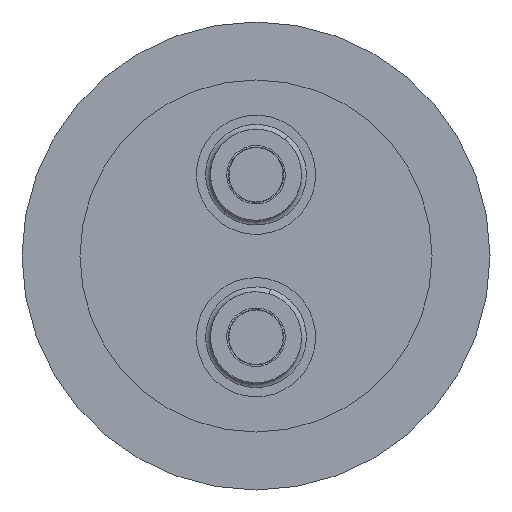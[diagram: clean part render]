
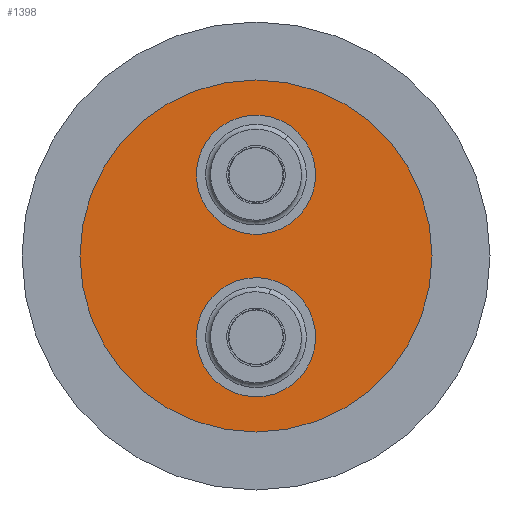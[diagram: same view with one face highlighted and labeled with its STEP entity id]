
A CAD part, front view. The second image highlights one B-rep face of the part: STEP entity #1398.
In plain terms, the highlighted planar face has unit normal (0, -1, 0).
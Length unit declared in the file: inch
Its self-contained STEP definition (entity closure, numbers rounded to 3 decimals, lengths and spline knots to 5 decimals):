
#14 = CARTESIAN_POINT ( 'NONE',  ( -0.8125, -0.52633, 0. ) ) ;
#21 = CARTESIAN_POINT ( 'NONE',  ( 0.8125, -0.52633, 0. ) ) ;
#61 = CARTESIAN_POINT ( 'NONE',  ( -0.08369, -0.52633, -0.11304 ) ) ;
#87 = CARTESIAN_POINT ( 'NONE',  ( 0.08369, -0.52633, -0.63696 ) ) ;
#191 = CARTESIAN_POINT ( 'NONE',  ( 0.0233, -0.52633, 0.64901 ) ) ;
#211 = CARTESIAN_POINT ( 'NONE',  ( -0.0233, -0.52633, 0.10099 ) ) ;
#253 = DIRECTION ( 'NONE',  ( -1., 0., 0. ) ) ;
#258 = DIRECTION ( 'NONE',  ( 0., 1., 0. ) ) ;
#262 = CARTESIAN_POINT ( 'NONE',  ( 0., -0.52633, 0.8125 ) ) ;
#267 = PLANE ( 'NONE',  #860 ) ;
#285 = AXIS2_PLACEMENT_3D ( 'NONE', #3718, #3720, #3854 ) ;
#663 = DIRECTION ( 'NONE',  ( -1., 0., 0. ) ) ;
#664 = DIRECTION ( 'NONE',  ( 0., 1., 0. ) ) ;
#665 = CARTESIAN_POINT ( 'NONE',  ( 0., -0.52633, 0. ) ) ;
#778 = DIRECTION ( 'NONE',  ( -0.304, 0., 0.953 ) ) ;
#781 = DIRECTION ( 'NONE',  ( 0., 1., 0. ) ) ;
#782 = CARTESIAN_POINT ( 'NONE',  ( 0., -0.52633, -0.375 ) ) ;
#783 = DIRECTION ( 'NONE',  ( -1., 0., 0. ) ) ;
#784 = DIRECTION ( 'NONE',  ( 0., 1., 0. ) ) ;
#785 = CARTESIAN_POINT ( 'NONE',  ( 0., -0.52633, 0. ) ) ;
#786 = DIRECTION ( 'NONE',  ( 0.085, 0., 0.996 ) ) ;
#788 = DIRECTION ( 'NONE',  ( 0., 1., 0. ) ) ;
#790 = CARTESIAN_POINT ( 'NONE',  ( 0., -0.52633, 0.375 ) ) ;
#860 = AXIS2_PLACEMENT_3D ( 'NONE', #262, #258, #253 ) ;
#869 = AXIS2_PLACEMENT_3D ( 'NONE', #665, #664, #663 ) ;
#888 = AXIS2_PLACEMENT_3D ( 'NONE', #782, #781, #778 ) ;
#890 = AXIS2_PLACEMENT_3D ( 'NONE', #785, #784, #783 ) ;
#891 = AXIS2_PLACEMENT_3D ( 'NONE', #790, #788, #786 ) ;
#1145 = CIRCLE ( 'NONE', #1450, 0.275 ) ;
#1290 = EDGE_CURVE ( 'NONE', #2530, #2514, #3366, .T. ) ;
#1291 = EDGE_CURVE ( 'NONE', #2655, #2649, #3361, .T. ) ;
#1297 = EDGE_CURVE ( 'NONE', #2623, #2606, #3362, .T. ) ;
#1384 = EDGE_CURVE ( 'NONE', #2649, #2655, #3339, .T. ) ;
#1398 = ADVANCED_FACE ( 'NONE', ( #3312, #3308, #3311 ), #267, .F. ) ;
#1450 = AXIS2_PLACEMENT_3D ( 'NONE', #2859, #2860, #2861 ) ;
#1487 = ORIENTED_EDGE ( 'NONE', *, *, #1290, .T. ) ;
#1489 = ORIENTED_EDGE ( 'NONE', *, *, #2798, .T. ) ;
#1491 = ORIENTED_EDGE ( 'NONE', *, *, #1291, .F. ) ;
#1492 = ORIENTED_EDGE ( 'NONE', *, *, #1384, .F. ) ;
#1493 = ORIENTED_EDGE ( 'NONE', *, *, #1297, .T. ) ;
#1494 = ORIENTED_EDGE ( 'NONE', *, *, #3064, .T. ) ;
#1865 = EDGE_LOOP ( 'NONE', ( #1491, #1492 ) ) ;
#1869 = EDGE_LOOP ( 'NONE', ( #1493, #1494 ) ) ;
#1870 = EDGE_LOOP ( 'NONE', ( #1487, #1489 ) ) ;
#2514 = VERTEX_POINT ( 'NONE', #211 ) ;
#2530 = VERTEX_POINT ( 'NONE', #191 ) ;
#2606 = VERTEX_POINT ( 'NONE', #87 ) ;
#2623 = VERTEX_POINT ( 'NONE', #61 ) ;
#2649 = VERTEX_POINT ( 'NONE', #21 ) ;
#2655 = VERTEX_POINT ( 'NONE', #14 ) ;
#2798 = EDGE_CURVE ( 'NONE', #2514, #2530, #3106, .T. ) ;
#2859 = CARTESIAN_POINT ( 'NONE',  ( 0., -0.52633, -0.375 ) ) ;
#2860 = DIRECTION ( 'NONE',  ( 0., 1., 0. ) ) ;
#2861 = DIRECTION ( 'NONE',  ( -0.304, 0., 0.953 ) ) ;
#3064 = EDGE_CURVE ( 'NONE', #2606, #2623, #1145, .T. ) ;
#3106 = CIRCLE ( 'NONE', #285, 0.275 ) ;
#3308 = FACE_OUTER_BOUND ( 'NONE', #1865, .T. ) ;
#3311 = FACE_BOUND ( 'NONE', #1869, .T. ) ;
#3312 = FACE_BOUND ( 'NONE', #1870, .T. ) ;
#3339 = CIRCLE ( 'NONE', #869, 0.8125 ) ;
#3361 = CIRCLE ( 'NONE', #890, 0.8125 ) ;
#3362 = CIRCLE ( 'NONE', #888, 0.275 ) ;
#3366 = CIRCLE ( 'NONE', #891, 0.275 ) ;
#3718 = CARTESIAN_POINT ( 'NONE',  ( 0., -0.52633, 0.375 ) ) ;
#3720 = DIRECTION ( 'NONE',  ( 0., 1., 0. ) ) ;
#3854 = DIRECTION ( 'NONE',  ( 0.085, 0., 0.996 ) ) ;
